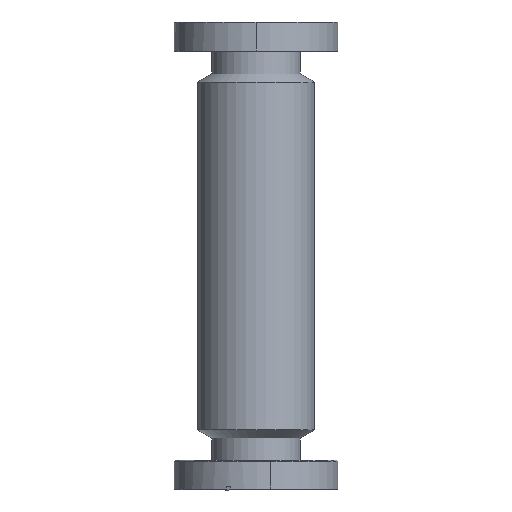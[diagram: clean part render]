
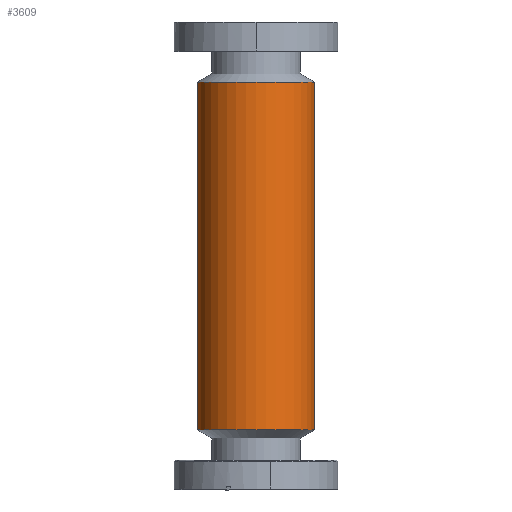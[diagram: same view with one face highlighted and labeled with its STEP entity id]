
A CAD part, front view. The second image highlights one B-rep face of the part: STEP entity #3609.
In plain terms, the highlighted cylindrical face has radius 25 mm (diameter 50 mm), a partial arc.
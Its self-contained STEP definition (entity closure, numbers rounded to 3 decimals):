
#35 = DIRECTION ( 'NONE',  ( 1., 0., 0. ) ) ;
#43 = CARTESIAN_POINT ( 'NONE',  ( -25., 0., 74.3 ) ) ;
#57 = CIRCLE ( 'NONE', #2728, 25. ) ;
#93 = ORIENTED_EDGE ( 'NONE', *, *, #4123, .T. ) ;
#738 = CARTESIAN_POINT ( 'NONE',  ( -25., 0., 110.164 ) ) ;
#813 = CARTESIAN_POINT ( 'NONE',  ( 25., 0., -74.3 ) ) ;
#843 = CYLINDRICAL_SURFACE ( 'NONE', #2940, 25. ) ;
#939 = FACE_OUTER_BOUND ( 'NONE', #1014, .T. ) ;
#976 = DIRECTION ( 'NONE',  ( 1., 0., 0. ) ) ;
#1013 = DIRECTION ( 'NONE',  ( 0., 0., 1. ) ) ;
#1014 = EDGE_LOOP ( 'NONE', ( #1522, #2506, #93, #3775 ) ) ;
#1134 = CIRCLE ( 'NONE', #2717, 25. ) ;
#1184 = CARTESIAN_POINT ( 'NONE',  ( -25., 0., -74.3 ) ) ;
#1340 = VERTEX_POINT ( 'NONE', #1184 ) ;
#1495 = CARTESIAN_POINT ( 'NONE',  ( 0., 0., 110.164 ) ) ;
#1522 = ORIENTED_EDGE ( 'NONE', *, *, #3046, .F. ) ;
#1547 = LINE ( 'NONE', #3633, #3364 ) ;
#1586 = DIRECTION ( 'NONE',  ( 0., 0., 1. ) ) ;
#1644 = VERTEX_POINT ( 'NONE', #1825 ) ;
#1735 = LINE ( 'NONE', #738, #4415 ) ;
#1768 = DIRECTION ( 'NONE',  ( 0., 0., 1. ) ) ;
#1825 = CARTESIAN_POINT ( 'NONE',  ( 25., 0., 74.3 ) ) ;
#1832 = VERTEX_POINT ( 'NONE', #43 ) ;
#1846 = CARTESIAN_POINT ( 'NONE',  ( 0., 0., -74.3 ) ) ;
#1924 = VERTEX_POINT ( 'NONE', #813 ) ;
#2021 = DIRECTION ( 'NONE',  ( 1., 0., 0. ) ) ;
#2390 = DIRECTION ( 'NONE',  ( 0., 0., 1. ) ) ;
#2506 = ORIENTED_EDGE ( 'NONE', *, *, #3942, .T. ) ;
#2717 = AXIS2_PLACEMENT_3D ( 'NONE', #1846, #1586, #976 ) ;
#2728 = AXIS2_PLACEMENT_3D ( 'NONE', #4130, #1768, #35 ) ;
#2940 = AXIS2_PLACEMENT_3D ( 'NONE', #1495, #3970, #2021 ) ;
#3046 = EDGE_CURVE ( 'NONE', #1340, #1832, #1735, .T. ) ;
#3364 = VECTOR ( 'NONE', #2390, 1000. ) ;
#3609 = ADVANCED_FACE ( 'NONE', ( #939 ), #843, .T. ) ;
#3633 = CARTESIAN_POINT ( 'NONE',  ( 25., 0., 110.164 ) ) ;
#3775 = ORIENTED_EDGE ( 'NONE', *, *, #3917, .F. ) ;
#3917 = EDGE_CURVE ( 'NONE', #1832, #1644, #57, .T. ) ;
#3942 = EDGE_CURVE ( 'NONE', #1340, #1924, #1134, .T. ) ;
#3970 = DIRECTION ( 'NONE',  ( 0., 0., 1. ) ) ;
#4123 = EDGE_CURVE ( 'NONE', #1924, #1644, #1547, .T. ) ;
#4130 = CARTESIAN_POINT ( 'NONE',  ( 0., 0., 74.3 ) ) ;
#4415 = VECTOR ( 'NONE', #1013, 1000. ) ;
